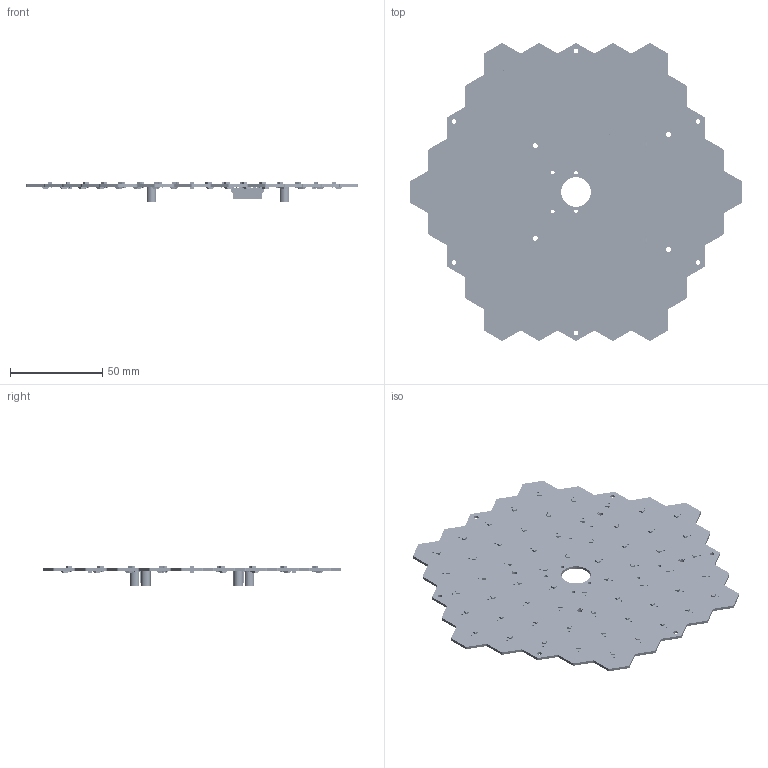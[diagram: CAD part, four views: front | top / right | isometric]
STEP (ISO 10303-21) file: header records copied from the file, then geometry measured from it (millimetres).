
FILE_DESCRIPTION(('KiCad electronic assembly'),'2;1');
FILE_NAME('mic_array.step','2025-07-05T18:36:59',('Pcbnew'),('Kicad'), 'Open CASCADE STEP processor 7.9','KiCad to STEP converter','Unknown' );
FILE_SCHEMA(('AUTOMOTIVE_DESIGN { 1 0 10303 214 1 1 1 1 }'));
Length unit declared in the file: millimetre
Products named in the file (15): mic_array 1; WS2813C-2020; Body; Pins; C_0201_0603Metric; C_0402_1005Metric; SPH0641LU4H-1; C_0805_2012Metric; 9774080951R (rev1); M55-7002042R; M55-70020_MOULD; M55-700_CONTACT; M55-700_STRAP; R_0603_1608Metric; array_PCB
Assembly tree (281 placements, depth 3):
  mic_array 1
    WS2813C-2020  x60
      Body
      Pins
    C_0201_0603Metric  x61
    C_0402_1005Metric  x60
    SPH0641LU4H-1  x60
    C_0805_2012Metric  x7
    9774080951R (rev1)  x4
    M55-7002042R  x2
      M55-70020_MOULD
      M55-700_CONTACT
      M55-700_STRAP
    R_0603_1608Metric
    array_PCB
Bounding box: 179.61 x 160.99 x 10.65 mm (x, y, z)
Volume: 32943.1 mm3; surface area: 50705 mm2
Topology: 1140 solids, 1140 shells, 15373 faces, 36199 edges, 23614 vertices
Faces by surface type: plane 10544, cylinder 4391, revolution 240, bspline 160, cone 38
Full cylindrical faces by diameter (mm): 1 x60, 1.65 x4, 2 x4, 2.5 x6, 2.7 x4, 3.5 x4, 3.7 x4, 5.1 x4, 16 x1
Entity records: 34757 total; most frequent: CARTESIAN_POINT 5759, DIRECTION 5742, ORIENTED_EDGE 5288, EDGE_CURVE 2644, LINE 2058, VECTOR 2058, AXIS2_PLACEMENT_3D 1840, VERTEX_POINT 1723
